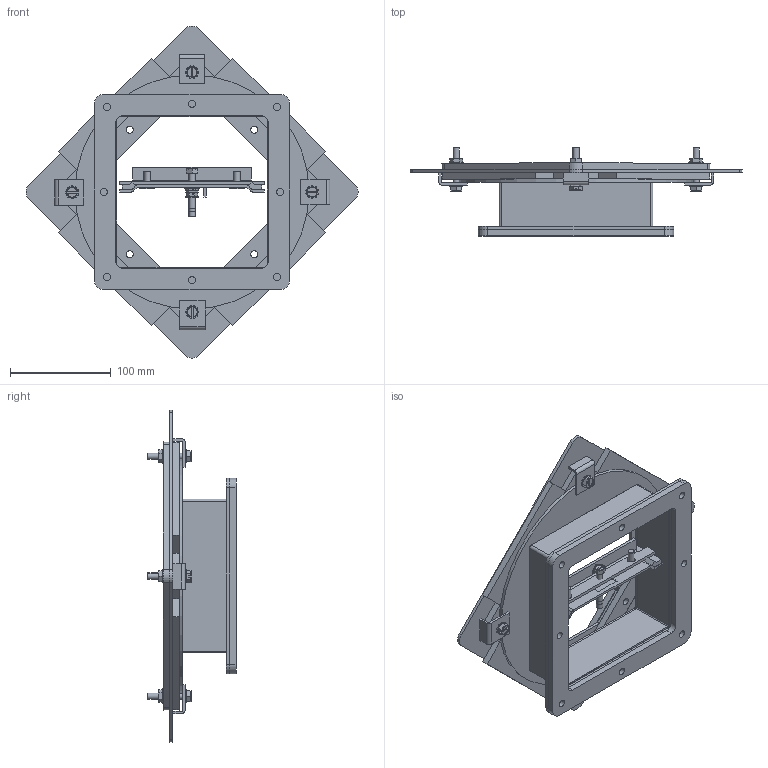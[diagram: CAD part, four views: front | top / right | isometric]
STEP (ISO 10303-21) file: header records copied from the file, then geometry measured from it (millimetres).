
FILE_DESCRIPTION (( 'STEP AP203' ), '1' );
FILE_NAME ('1485DV2.step', '2020-11-19T14:37:48', ( 'ADC123' ), ( 'Microsoft' ), 'SwSTEP 2.0', 'SolidWorks 2019', '' );
FILE_SCHEMA (( 'CONFIG_CONTROL_DESIGN' ));
Length unit declared in the file: inch
Products named in the file (1): 1485DV2
Bounding box: 328.8 x 87.22 x 328.8 mm (x, y, z)
Volume: 679996.4 mm3; surface area: 404488.4 mm2
Topology: 40 solids, 40 shells, 759 faces, 1983 edges, 1319 vertices
Faces by surface type: plane 532, cylinder 202, bspline 18, cone 7
Full cylindrical faces by diameter (mm): 4.763 x2, 4.976 x6, 5.7 x1, 6.198 x5, 6.248 x1, 6.35 x3, 6.553 x5, 6.731 x2, 7.137 x36, 7.925 x4, 7.938 x2, 9.525 x5, 13.208 x1, 14.287 x2, 231.775 x1
Entity records: 23775 total; most frequent: CARTESIAN_POINT 4893, ORIENTED_EDGE 3798, DIRECTION 3737, EDGE_CURVE 1899, LINE 1429, VECTOR 1429, VERTEX_POINT 1318, AXIS2_PLACEMENT_3D 1154
